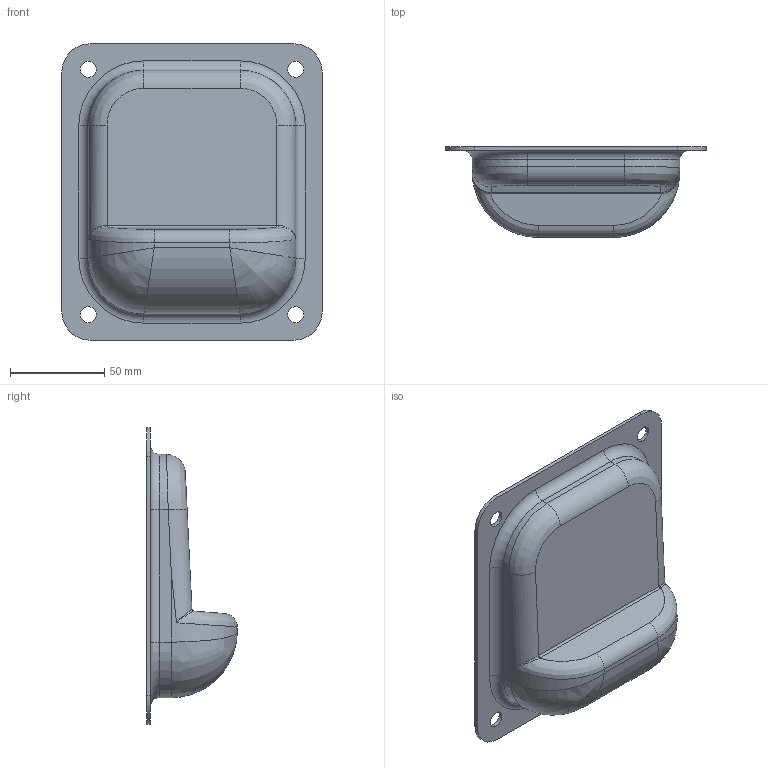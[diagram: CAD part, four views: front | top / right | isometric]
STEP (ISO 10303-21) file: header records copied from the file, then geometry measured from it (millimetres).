
FILE_DESCRIPTION (( 'STEP AP214' ), '1' );
FILE_NAME ('B1-32.STEP', '2024-11-26T14:28:29', ( '' ), ( '' ), 'SwSTEP 2.0', 'SolidWorks 2019', '' );
FILE_SCHEMA (( 'AUTOMOTIVE_DESIGN' ));
Length unit declared in the file: millimetre
Products named in the file (1): B1-32
Bounding box: 138 x 48 x 157 mm (x, y, z)
Volume: 61557.3 mm3; surface area: 62899.5 mm2
Topology: 1 solids, 1 shells, 92 faces, 220 edges, 128 vertices
Faces by surface type: cylinder 44, plane 20, bspline 20, torus 8
Entity records: 3932 total; most frequent: CARTESIAN_POINT 1931, ORIENTED_EDGE 432, DIRECTION 394, EDGE_CURVE 216, AXIS2_PLACEMENT_3D 153, VERTEX_POINT 128, EDGE_LOOP 102, FACE_OUTER_BOUND 92
